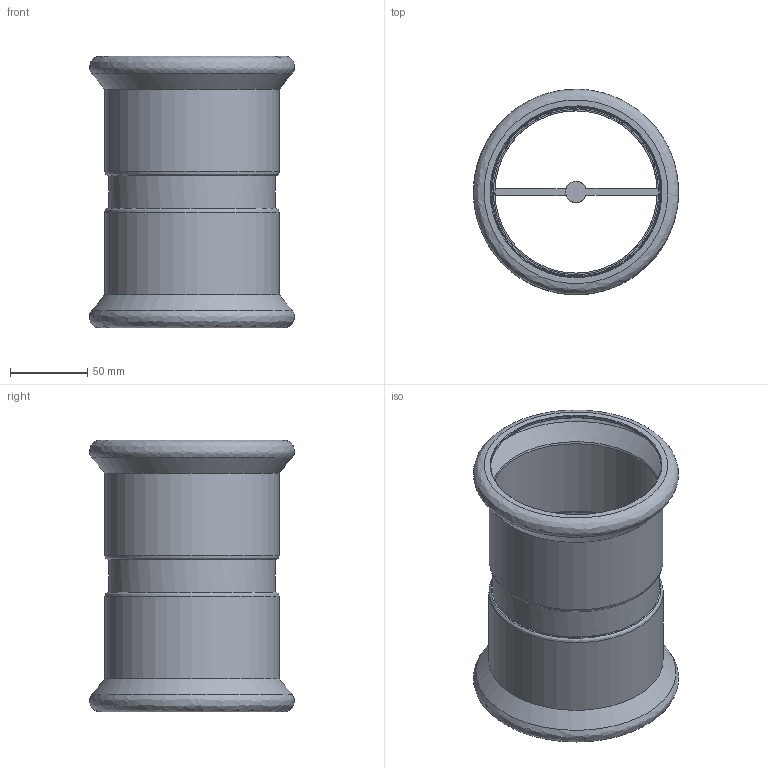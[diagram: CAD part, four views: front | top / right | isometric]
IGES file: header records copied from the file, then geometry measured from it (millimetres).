
Global section: file name: 22011; native system: Autodesk Inventor 2018; preprocessor: unknown; author: JANAN; date: 20211027.135356; units: millimetre
Bounding box: 132.79 x 132.68 x 176 mm (x, y, z)
Volume: 135645.5 mm3; surface area: 146120.5 mm2
Topology: 3 solids, 3 shells, 44 faces, 116 edges, 82 vertices
Faces by surface type: bspline 44
